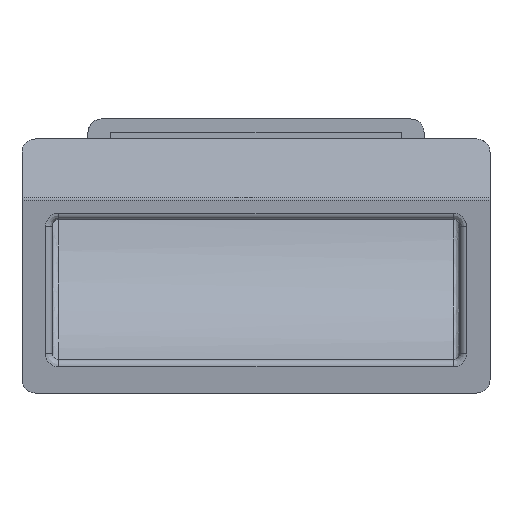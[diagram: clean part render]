
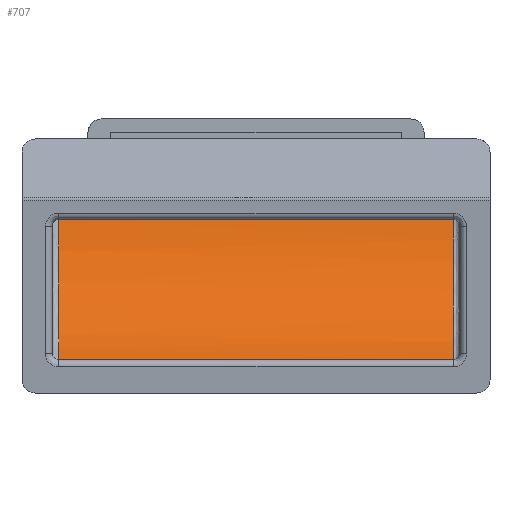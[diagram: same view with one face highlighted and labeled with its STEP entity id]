
A CAD part, front view. The second image highlights one B-rep face of the part: STEP entity #707.
In plain terms, the highlighted free-form (B-spline) face has degree [1, 2] with [2, 3] control points.
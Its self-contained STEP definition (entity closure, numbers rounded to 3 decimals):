
#472=CARTESIAN_POINT('',(29.5,0.,-14.75));
#473=VERTEX_POINT('',#472);
#521=CARTESIAN_POINT('',(29.5,14.716,6.243));
#522=VERTEX_POINT('',#521);
#528=CARTESIAN_POINT('',(29.5,0.,-14.75));
#529=CARTESIAN_POINT('',(29.5,12.458,-7.829));
#530=CARTESIAN_POINT('',(29.5,14.716,6.243));
#538=(BOUNDED_CURVE()B_SPLINE_CURVE(2,(#528,#529,#530),.UNSPECIFIED.,.F.,.U.)CURVE()GEOMETRIC_REPRESENTATION_ITEM()QUASI_UNIFORM_CURVE()RATIONAL_B_SPLINE_CURVE((1.0,0.899,1.0))REPRESENTATION_ITEM(''));
#539=EDGE_CURVE('',#473,#522,#538,.T.);
#629=CARTESIAN_POINT('',(-29.5,14.716,6.243));
#630=VERTEX_POINT('',#629);
#636=CARTESIAN_POINT('',(29.5,14.716,6.243));
#637=CARTESIAN_POINT('',(-29.5,14.716,6.243));
#638=QUASI_UNIFORM_CURVE('',1,(#636,#637),.UNSPECIFIED.,.F.,.U.);
#639=EDGE_CURVE('',#522,#630,#638,.T.);
#669=CARTESIAN_POINT('',(-30.975,14.838,7.087));
#670=CARTESIAN_POINT('',(31.012,14.838,7.087));
#671=CARTESIAN_POINT('',(-30.975,12.817,-8.377));
#672=CARTESIAN_POINT('',(31.012,12.817,-8.377));
#673=CARTESIAN_POINT('',(-30.975,-1.134,-15.348));
#674=CARTESIAN_POINT('',(31.012,-1.134,-15.348));
#682=(BOUNDED_SURFACE()B_SPLINE_SURFACE(1,2,((#669,#671,#673),(#670,#672,#674)),.UNSPECIFIED.,.F.,.F.,.U.)B_SPLINE_SURFACE_WITH_KNOTS((2,2),(3,3),(0.0,61.987),(0.0,29.251),.UNSPECIFIED.)GEOMETRIC_REPRESENTATION_ITEM()RATIONAL_B_SPLINE_SURFACE(((1.0,0.879,0.991),(1.0,0.879,0.991)))REPRESENTATION_ITEM('')SURFACE());
#683=CARTESIAN_POINT('',(-29.5,0.,-14.75));
#684=VERTEX_POINT('',#683);
#685=CARTESIAN_POINT('',(-29.5,0.,-14.75));
#686=CARTESIAN_POINT('',(29.5,0.,-14.75));
#687=QUASI_UNIFORM_CURVE('',1,(#685,#686),.UNSPECIFIED.,.F.,.U.);
#688=EDGE_CURVE('',#684,#473,#687,.T.);
#689=ORIENTED_EDGE('',*,*,#688,.T.);
#690=ORIENTED_EDGE('',*,*,#539,.T.);
#691=ORIENTED_EDGE('',*,*,#639,.T.);
#692=CARTESIAN_POINT('',(-29.5,14.716,6.243));
#693=CARTESIAN_POINT('',(-29.5,12.458,-7.829));
#694=CARTESIAN_POINT('',(-29.5,0.,-14.75));
#702=(BOUNDED_CURVE()B_SPLINE_CURVE(2,(#692,#693,#694),.UNSPECIFIED.,.F.,.U.)CURVE()GEOMETRIC_REPRESENTATION_ITEM()QUASI_UNIFORM_CURVE()RATIONAL_B_SPLINE_CURVE((1.0,0.899,1.0))REPRESENTATION_ITEM(''));
#703=EDGE_CURVE('',#630,#684,#702,.T.);
#704=ORIENTED_EDGE('',*,*,#703,.T.);
#705=EDGE_LOOP('',(#689,#690,#691,#704));
#706=FACE_OUTER_BOUND('',#705,.T.);
#707=ADVANCED_FACE('',(#706),#682,.F.);
